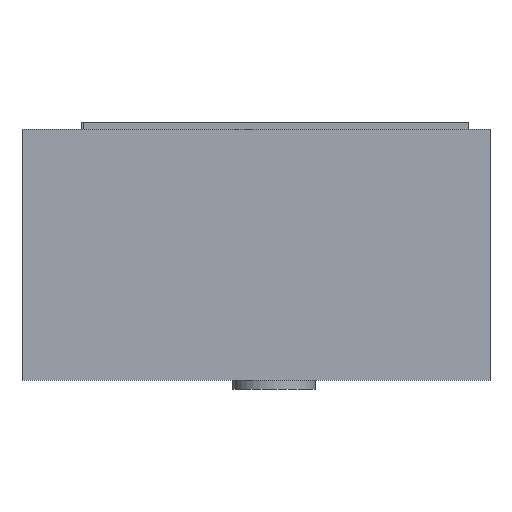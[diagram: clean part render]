
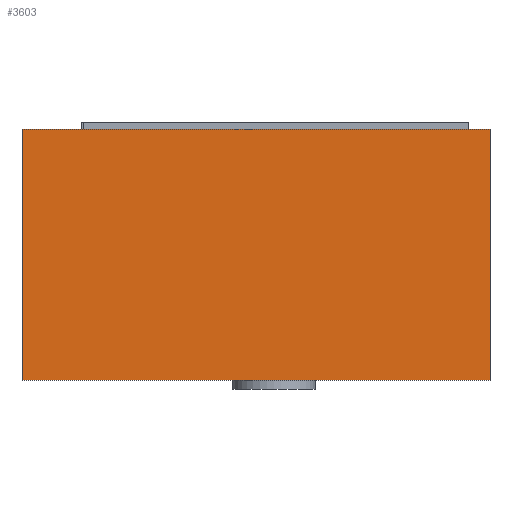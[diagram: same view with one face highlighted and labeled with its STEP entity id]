
A CAD part, top view. The second image highlights one B-rep face of the part: STEP entity #3603.
In plain terms, the highlighted planar face has unit normal (0, 0, 1).
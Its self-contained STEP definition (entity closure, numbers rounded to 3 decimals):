
#276=FACE_OUTER_BOUND('',#483,.T.);
#483=EDGE_LOOP('',(#3009,#3010,#3011,#3012));
#880=LINE('',#5649,#1340);
#886=LINE('',#5660,#1346);
#888=LINE('',#5663,#1348);
#889=LINE('',#5665,#1349);
#1340=VECTOR('',#4614,10.);
#1346=VECTOR('',#4626,10.);
#1348=VECTOR('',#4630,10.);
#1349=VECTOR('',#4633,10.);
#1706=VERTEX_POINT('',#5646);
#1707=VERTEX_POINT('',#5648);
#1708=VERTEX_POINT('',#5657);
#1709=VERTEX_POINT('',#5659);
#2150=EDGE_CURVE('',#1706,#1707,#880,.T.);
#2156=EDGE_CURVE('',#1708,#1709,#886,.T.);
#2158=EDGE_CURVE('',#1706,#1709,#888,.T.);
#2159=EDGE_CURVE('',#1708,#1707,#889,.T.);
#3009=ORIENTED_EDGE('',*,*,#2158,.T.);
#3010=ORIENTED_EDGE('',*,*,#2156,.F.);
#3011=ORIENTED_EDGE('',*,*,#2159,.T.);
#3012=ORIENTED_EDGE('',*,*,#2150,.F.);
#3419=PLANE('',#3894);
#3603=ADVANCED_FACE('',(#276),#3419,.T.);
#3894=AXIS2_PLACEMENT_3D('',#5666,#4634,#4635);
#4614=DIRECTION('',(-1.,0.,0.));
#4626=DIRECTION('',(1.,0.,0.));
#4630=DIRECTION('',(0.,1.,0.));
#4633=DIRECTION('',(0.,-1.,0.));
#4634=DIRECTION('center_axis',(0.,0.,1.));
#4635=DIRECTION('ref_axis',(1.,0.,0.));
#5646=CARTESIAN_POINT('',(71.4,-11.5,153.6));
#5648=CARTESIAN_POINT('',(-16.1,-11.5,153.6));
#5649=CARTESIAN_POINT('',(-16.1,-11.5,153.6));
#5657=CARTESIAN_POINT('',(-16.1,35.5,153.6));
#5659=CARTESIAN_POINT('',(71.4,35.5,153.6));
#5660=CARTESIAN_POINT('',(67.4,35.5,153.6));
#5663=CARTESIAN_POINT('',(71.4,31.5,153.6));
#5665=CARTESIAN_POINT('',(-16.1,2.5,153.6));
#5666=CARTESIAN_POINT('Origin',(27.65,17.,153.6));
